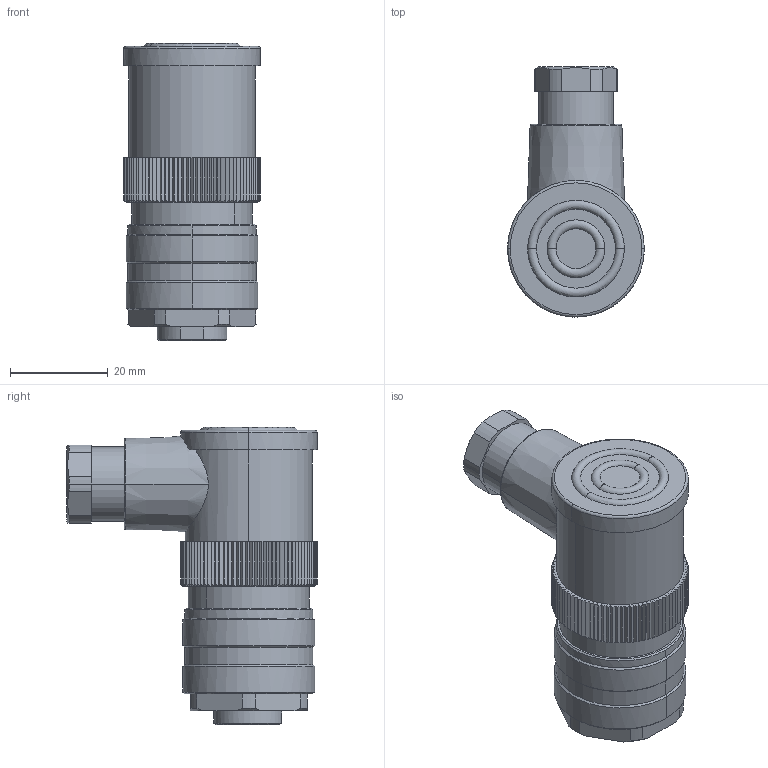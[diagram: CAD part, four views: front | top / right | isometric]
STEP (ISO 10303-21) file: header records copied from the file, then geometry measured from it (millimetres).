
FILE_DESCRIPTION(('CATIA V5 STEP Exchange','CAx-IF Rec.Pracs.--- Model Styling and Organization---1.4--- 2014-01-23'),'2;1');
FILE_NAME ('010716-2_0', '2022-04-11T08:07:10+00:00', ('none'), ('Weidmueller'), 'CATIA Version 5-6 Release 2016 SP3 HF44', 'CATIA V5 STEP AP214', 'none');
FILE_SCHEMA(('AUTOMOTIVE_DESIGN { 1 0 10303 214 1 1 1 1 }'));
Length unit declared in the file: millimetre
Products named in the file (1): 1292020000
Bounding box: 28 x 51.3 x 60.9 mm (x, y, z)
Volume: 36157.9 mm3; surface area: 12277.1 mm2
Topology: 2 solids, 2 shells, 607 faces, 1485 edges, 893 vertices
Faces by surface type: plane 291, cone 206, cylinder 88, torus 22
Entity records: 18667 total; most frequent: CARTESIAN_POINT 5509, ORIENTED_EDGE 2950, DIRECTION 2230, EDGE_CURVE 1475, AXIS2_PLACEMENT_3D 967, VERTEX_POINT 893, VECTOR 660, LINE 660
